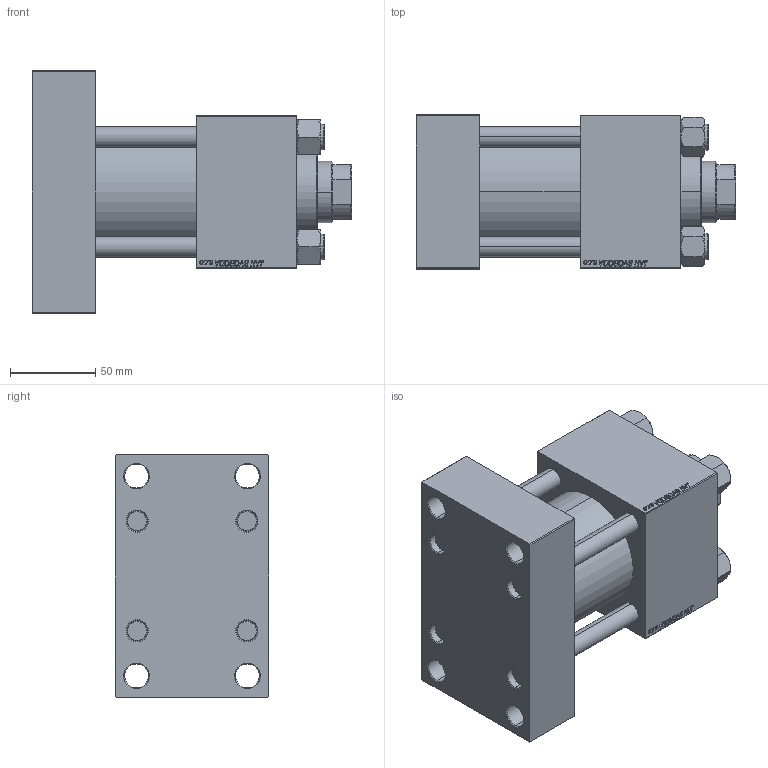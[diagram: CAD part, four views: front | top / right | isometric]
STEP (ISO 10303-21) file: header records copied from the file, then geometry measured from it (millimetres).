
FILE_DESCRIPTION (( 'STEP AP203' ), '1' );
FILE_NAME ('88d4.STEP', '2022-04-15T14:11:35', ( '' ), ( '' ), 'SwSTEP 2.0', 'SolidWorks 2019', '' );
FILE_SCHEMA (( 'CONFIG_CONTROL_DESIGN' ));
Length unit declared in the file: millimetre
Products named in the file (6): V215_VC_A 33a7a039bc811ae2cbfbd1200d8782a1; V215CR_E_Body 33a7a039bc811ae2cbfbd1200d8782a1; NUT_M5_E 33a7a039bc811ae2cbfbd1200d8782a1; V215CR_TYCINKA_E 33a7a039bc811ae2cbfbd1200d8782a1; V215CR_VCP_E 33a7a039bc811ae2cbfbd1200d8782a1; 88d4
Assembly tree (11 placements, depth 2):
  88d4
    V215CR_E_Body 33a7a039bc811ae2cbfbd1200d8782a1
    V215CR_VCP_E 33a7a039bc811ae2cbfbd1200d8782a1
    V215CR_TYCINKA_E 33a7a039bc811ae2cbfbd1200d8782a1  x4
    NUT_M5_E 33a7a039bc811ae2cbfbd1200d8782a1  x4
    V215_VC_A 33a7a039bc811ae2cbfbd1200d8782a1
Bounding box: 187 x 90 x 142 mm (x, y, z)
Volume: 1127627.7 mm3; surface area: 211267.9 mm2
Topology: 11 solids, 11 shells, 1143 faces, 2874 edges, 1859 vertices
Faces by surface type: plane 500, bspline 392, cone 152, cylinder 91, torus 8
Entity records: 50193 total; most frequent: CARTESIAN_POINT 27098, ORIENTED_EDGE 5240, DIRECTION 3316, EDGE_CURVE 2620, VERTEX_POINT 1715, LINE 1564, VECTOR 1564, EDGE_LOOP 1157
